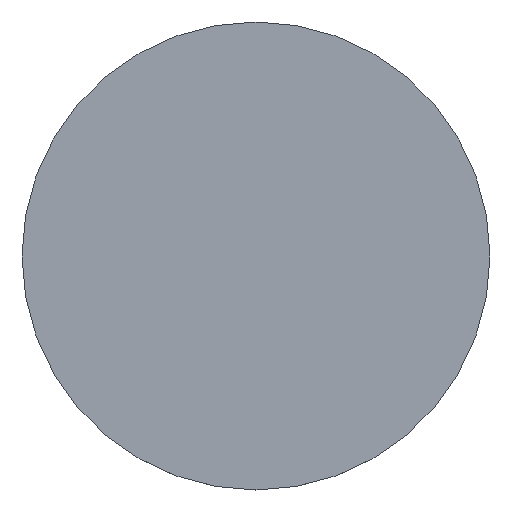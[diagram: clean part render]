
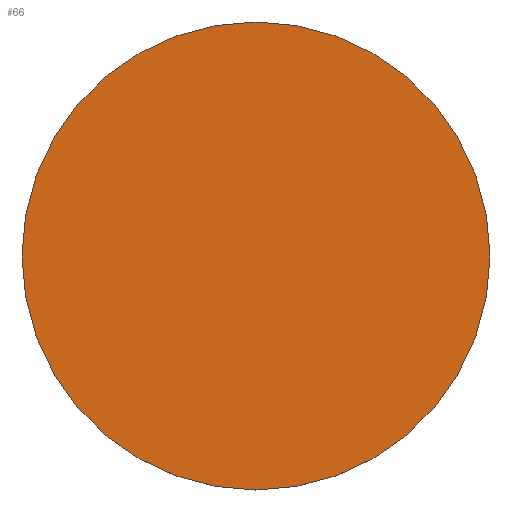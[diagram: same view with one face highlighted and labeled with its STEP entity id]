
A CAD part, top view. The second image highlights one B-rep face of the part: STEP entity #66.
In plain terms, the highlighted planar face has unit normal (0, 0, 1).
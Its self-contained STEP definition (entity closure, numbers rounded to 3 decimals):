
#1 = DIRECTION ( 'NONE',  ( 1., 0., 0. ) ) ;
#10 = AXIS2_PLACEMENT_3D ( 'NONE', #45, #121, #153 ) ;
#16 = CARTESIAN_POINT ( 'NONE',  ( 0., 0., 1.52 ) ) ;
#17 = CIRCLE ( 'NONE', #84, 38.1 ) ;
#29 = PLANE ( 'NONE',  #10 ) ;
#38 = ORIENTED_EDGE ( 'NONE', *, *, #171, .T. ) ;
#42 = VERTEX_POINT ( 'NONE', #134 ) ;
#45 = CARTESIAN_POINT ( 'NONE',  ( 0., 0., 1.52 ) ) ;
#52 = EDGE_LOOP ( 'NONE', ( #147, #38 ) ) ;
#58 = DIRECTION ( 'NONE',  ( 1., 0., 0. ) ) ;
#59 = CARTESIAN_POINT ( 'NONE',  ( 0., 0., 1.52 ) ) ;
#66 = ADVANCED_FACE ( 'NONE', ( #166 ), #29, .T. ) ;
#78 = DIRECTION ( 'NONE',  ( 0., 0., 1. ) ) ;
#82 = EDGE_CURVE ( 'NONE', #42, #149, #17, .T. ) ;
#84 = AXIS2_PLACEMENT_3D ( 'NONE', #59, #78, #1 ) ;
#97 = CARTESIAN_POINT ( 'NONE',  ( 38.1, 0., 1.52 ) ) ;
#98 = DIRECTION ( 'NONE',  ( 0., 0., 1. ) ) ;
#121 = DIRECTION ( 'NONE',  ( 0., 0., 1. ) ) ;
#134 = CARTESIAN_POINT ( 'NONE',  ( -38.1, 0., 1.52 ) ) ;
#139 = AXIS2_PLACEMENT_3D ( 'NONE', #16, #98, #58 ) ;
#147 = ORIENTED_EDGE ( 'NONE', *, *, #82, .T. ) ;
#149 = VERTEX_POINT ( 'NONE', #97 ) ;
#153 = DIRECTION ( 'NONE',  ( 1., 0., 0. ) ) ;
#158 = CIRCLE ( 'NONE', #139, 38.1 ) ;
#166 = FACE_OUTER_BOUND ( 'NONE', #52, .T. ) ;
#171 = EDGE_CURVE ( 'NONE', #149, #42, #158, .T. ) ;
